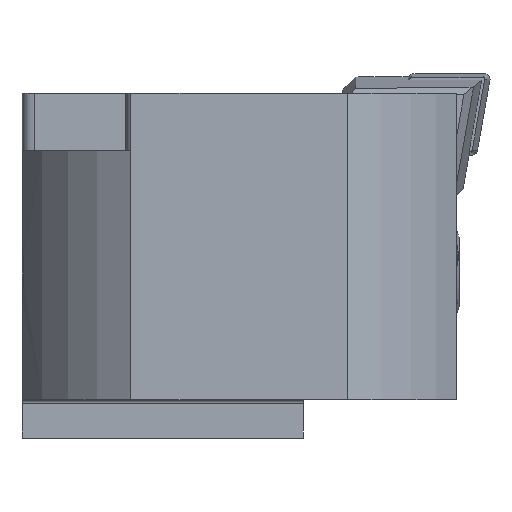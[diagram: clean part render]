
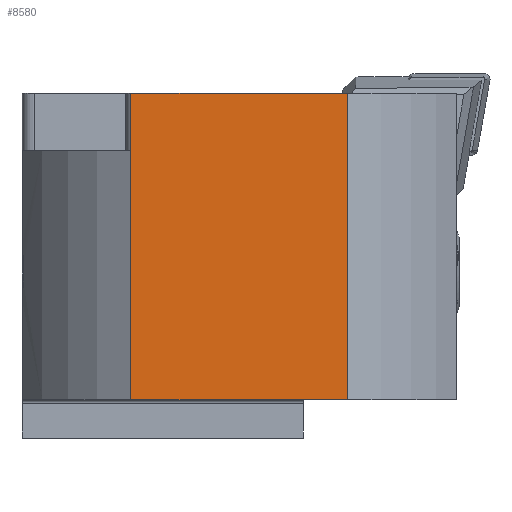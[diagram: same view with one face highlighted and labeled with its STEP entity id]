
A CAD part, front view. The second image highlights one B-rep face of the part: STEP entity #8580.
In plain terms, the highlighted planar face has unit normal (0, -1, 0).
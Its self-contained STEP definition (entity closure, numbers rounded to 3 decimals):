
#185 = ORIENTED_EDGE ( 'NONE', *, *, #19854, .F. ) ;
#1567 = DIRECTION ( 'NONE',  ( 1., 0., 0. ) ) ;
#1771 = CARTESIAN_POINT ( 'NONE',  ( -34., -17., -10. ) ) ;
#1825 = CARTESIAN_POINT ( 'NONE',  ( -25.485, -17., 9.5 ) ) ;
#2540 = LINE ( 'NONE', #11007, #14848 ) ;
#3501 = CARTESIAN_POINT ( 'NONE',  ( -8.515, -17., -10. ) ) ;
#4858 = EDGE_CURVE ( 'NONE', #12493, #24337, #12291, .T. ) ;
#5477 = DIRECTION ( 'NONE',  ( 0., 0., 1. ) ) ;
#5558 = DIRECTION ( 'NONE',  ( 0., -1., 0. ) ) ;
#5620 = CARTESIAN_POINT ( 'NONE',  ( -25.485, -17., 14. ) ) ;
#6241 = EDGE_LOOP ( 'NONE', ( #23332, #21818, #25384, #10829, #185 ) ) ;
#6332 = FACE_OUTER_BOUND ( 'NONE', #6241, .T. ) ;
#6552 = DIRECTION ( 'NONE',  ( 1., 0., 0. ) ) ;
#7176 = VECTOR ( 'NONE', #11097, 1000. ) ;
#7669 = PLANE ( 'NONE',  #7726 ) ;
#7726 = AXIS2_PLACEMENT_3D ( 'NONE', #25964, #5558, #1567 ) ;
#8430 = CARTESIAN_POINT ( 'NONE',  ( -8.515, -17., 14. ) ) ;
#8580 = ADVANCED_FACE ( 'NONE', ( #6332 ), #7669, .T. ) ;
#9295 = EDGE_CURVE ( 'NONE', #11478, #12493, #25247, .T. ) ;
#9546 = VERTEX_POINT ( 'NONE', #12379 ) ;
#9753 = EDGE_CURVE ( 'NONE', #13849, #9546, #2540, .T. ) ;
#10829 = ORIENTED_EDGE ( 'NONE', *, *, #9753, .F. ) ;
#11007 = CARTESIAN_POINT ( 'NONE',  ( -25.485, -17., -13. ) ) ;
#11097 = DIRECTION ( 'NONE',  ( 0., 0., 1. ) ) ;
#11332 = DIRECTION ( 'NONE',  ( 0., 0., 1. ) ) ;
#11478 = VERTEX_POINT ( 'NONE', #20471 ) ;
#12291 = LINE ( 'NONE', #25379, #7176 ) ;
#12379 = CARTESIAN_POINT ( 'NONE',  ( -25.485, -17., 14. ) ) ;
#12493 = VERTEX_POINT ( 'NONE', #3501 ) ;
#12728 = LINE ( 'NONE', #15402, #23454 ) ;
#13259 = LINE ( 'NONE', #5620, #25538 ) ;
#13849 = VERTEX_POINT ( 'NONE', #1825 ) ;
#14848 = VECTOR ( 'NONE', #11332, 1000. ) ;
#15402 = CARTESIAN_POINT ( 'NONE',  ( -25.485, -17., -13. ) ) ;
#16105 = VECTOR ( 'NONE', #6552, 1000. ) ;
#16131 = EDGE_CURVE ( 'NONE', #9546, #24337, #13259, .T. ) ;
#19854 = EDGE_CURVE ( 'NONE', #11478, #13849, #12728, .T. ) ;
#20471 = CARTESIAN_POINT ( 'NONE',  ( -25.485, -17., -10. ) ) ;
#21818 = ORIENTED_EDGE ( 'NONE', *, *, #4858, .T. ) ;
#23103 = DIRECTION ( 'NONE',  ( 1., 0., 0. ) ) ;
#23332 = ORIENTED_EDGE ( 'NONE', *, *, #9295, .T. ) ;
#23454 = VECTOR ( 'NONE', #5477, 1000. ) ;
#24337 = VERTEX_POINT ( 'NONE', #8430 ) ;
#25247 = LINE ( 'NONE', #1771, #16105 ) ;
#25379 = CARTESIAN_POINT ( 'NONE',  ( -8.515, -17., -13. ) ) ;
#25384 = ORIENTED_EDGE ( 'NONE', *, *, #16131, .F. ) ;
#25538 = VECTOR ( 'NONE', #23103, 1000. ) ;
#25964 = CARTESIAN_POINT ( 'NONE',  ( -25.485, -17., -13. ) ) ;
